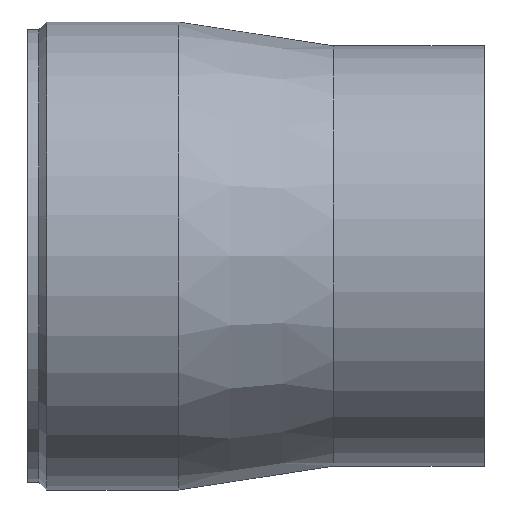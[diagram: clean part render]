
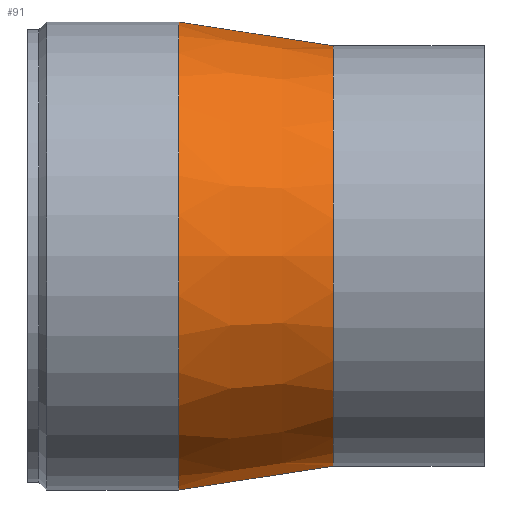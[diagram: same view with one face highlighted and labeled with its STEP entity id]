
A CAD part, top view. The second image highlights one B-rep face of the part: STEP entity #91.
In plain terms, the highlighted conical face has half-angle 8.775 degrees and reference radius 42.7 mm.
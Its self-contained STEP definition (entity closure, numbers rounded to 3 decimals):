
#91 = ADVANCED_FACE( '', ( #133 ), #134, .T. );
#133 = FACE_OUTER_BOUND( '', #181, .T. );
#134 = CONICAL_SURFACE( '', #182, 42.7, 0.153 );
#181 = EDGE_LOOP( '', ( #306, #307, #308, #309 ) );
#182 = AXIS2_PLACEMENT_3D( '', #310, #311, #312 );
#306 = ORIENTED_EDGE( '', *, *, #362, .T. );
#307 = ORIENTED_EDGE( '', *, *, #387, .F. );
#308 = ORIENTED_EDGE( '', *, *, #364, .T. );
#309 = ORIENTED_EDGE( '', *, *, #386, .T. );
#310 = CARTESIAN_POINT( '', ( -14.9, 0., 0. ) );
#311 = DIRECTION( '', ( -1., 0., 0. ) );
#312 = DIRECTION( '', ( 0., 1., 0. ) );
#362 = EDGE_CURVE( '', #418, #413, #419, .T. );
#364 = EDGE_CURVE( '', #415, #420, #422, .T. );
#386 = EDGE_CURVE( '', #420, #418, #456, .T. );
#387 = EDGE_CURVE( '', #415, #413, #457, .T. );
#413 = VERTEX_POINT( '', #489 );
#415 = VERTEX_POINT( '', #492 );
#418 = VERTEX_POINT( '', #496 );
#419 = LINE( '', #497, #498 );
#420 = VERTEX_POINT( '', #499 );
#422 = LINE( '', #501, #502 );
#456 = CIRCLE( '', #544, 40.4 );
#457 = CIRCLE( '', #545, 45. );
#489 = CARTESIAN_POINT( '', ( -29.8, 45., 0. ) );
#492 = CARTESIAN_POINT( '', ( -29.8, -45., 0. ) );
#496 = CARTESIAN_POINT( '', ( 0., 40.4, 0. ) );
#497 = CARTESIAN_POINT( '', ( -14.9, 42.7, 0. ) );
#498 = VECTOR( '', #576, 1. );
#499 = CARTESIAN_POINT( '', ( 0., -40.4, 0. ) );
#501 = CARTESIAN_POINT( '', ( -14.9, -42.7, 0. ) );
#502 = VECTOR( '', #580, 1. );
#544 = AXIS2_PLACEMENT_3D( '', #628, #629, #630 );
#545 = AXIS2_PLACEMENT_3D( '', #631, #632, #633 );
#576 = DIRECTION( '', ( -0.988, 0.153, 0. ) );
#580 = DIRECTION( '', ( 0.988, 0.153, 0. ) );
#628 = CARTESIAN_POINT( '', ( 0., 0., 0. ) );
#629 = DIRECTION( '', ( -1., 0., 0. ) );
#630 = DIRECTION( '', ( 0., 1., 0. ) );
#631 = CARTESIAN_POINT( '', ( -29.8, 0., 0. ) );
#632 = DIRECTION( '', ( -1., 0., 0. ) );
#633 = DIRECTION( '', ( 0., 1., 0. ) );
